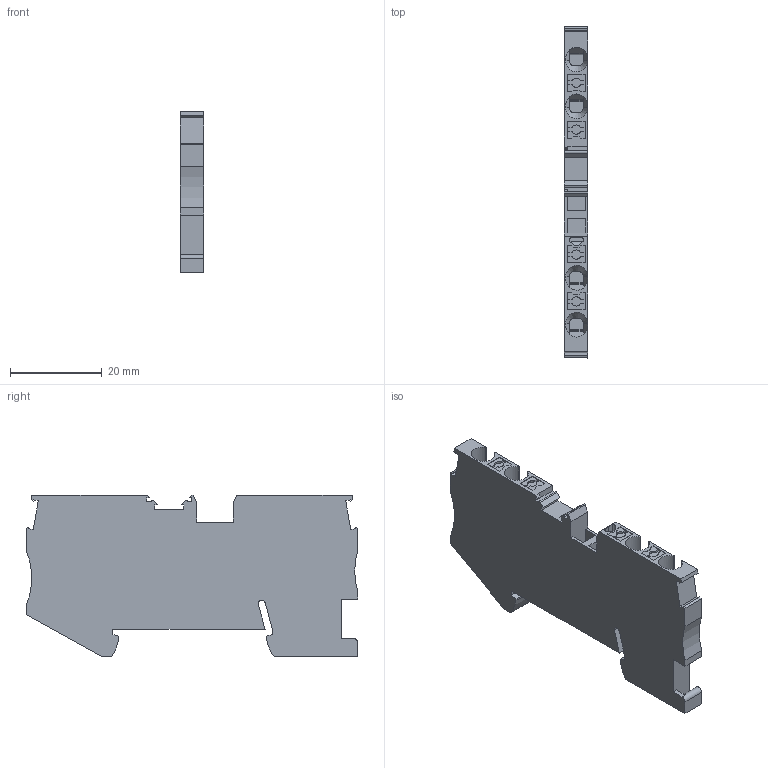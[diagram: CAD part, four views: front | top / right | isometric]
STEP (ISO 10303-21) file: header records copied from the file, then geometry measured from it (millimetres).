
FILE_DESCRIPTION(/* description */ ('Alibre Inc.'),/* implementation_level */ '2;1');
FILE_NAME(/* name */ 'export-367AE1BA-6EE7-40FB-91F1-5DA70D4ABBF9',/* time_stamp */ '2019-10-22T15:12:55+02:00',/* author */ (''),/* organization */ (''),/* preprocessor_version */ 'ST-DEVELOPER v17',/* originating_system */ 'Alibre',/* authorisation */ '');
FILE_SCHEMA (('AUTOMOTIVE_DESIGN'));
Length unit declared in the file: millimetre
Bounding box: 5.15 x 72.2 x 35.25 mm (x, y, z)
Volume: 9561.1 mm3; surface area: 6808.7 mm2
Topology: 1 solids, 1 shells, 249 faces, 714 edges, 472 vertices
Faces by surface type: plane 201, cylinder 36, torus 8, cone 4
Entity records: 9731 total; most frequent: CARTESIAN_POINT 3193, ORIENTED_EDGE 1428, DIRECTION 1018, EDGE_CURVE 714, VECTOR 574, LINE 574, VERTEX_POINT 472, AXIS2_PLACEMENT_3D 323
